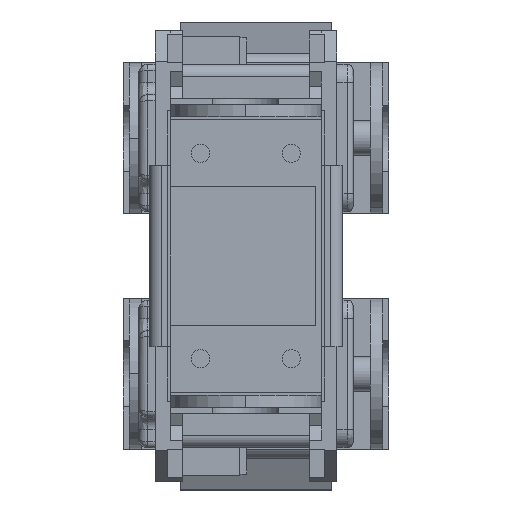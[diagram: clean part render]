
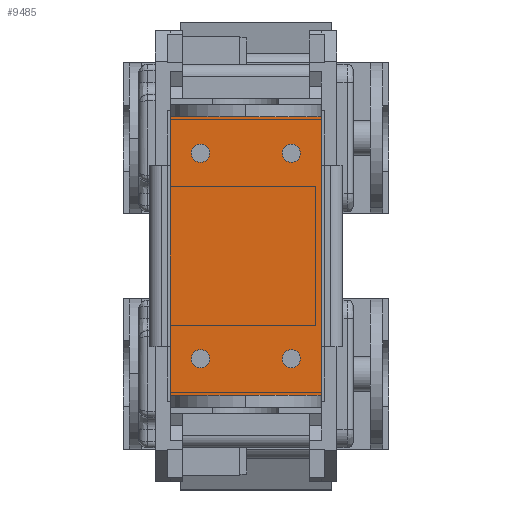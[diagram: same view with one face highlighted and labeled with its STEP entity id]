
A CAD part, left-side view. The second image highlights one B-rep face of the part: STEP entity #9485.
In plain terms, the highlighted planar face has unit normal (-1, 0, 0).
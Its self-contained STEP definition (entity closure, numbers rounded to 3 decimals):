
#309 = EDGE_CURVE ( 'NONE', #38905, #36069, #2193, .T. ) ;
#445 = CARTESIAN_POINT ( 'NONE',  ( 37.5, 12.5, -25. ) ) ;
#586 = EDGE_CURVE ( 'NONE', #23602, #28676, #30397, .T. ) ;
#713 = AXIS2_PLACEMENT_3D ( 'NONE', #31838, #3763, #13066 ) ;
#826 = AXIS2_PLACEMENT_3D ( 'NONE', #31313, #25110, #9647 ) ;
#1344 = VERTEX_POINT ( 'NONE', #40605 ) ;
#2036 = CARTESIAN_POINT ( 'NONE',  ( 37.5, -7.5, -18.5 ) ) ;
#2193 = CIRCLE ( 'NONE', #34647, 1.5 ) ;
#3563 = VERTEX_POINT ( 'NONE', #27019 ) ;
#3675 = ORIENTED_EDGE ( 'NONE', *, *, #27364, .T. ) ;
#3763 = DIRECTION ( 'NONE',  ( 1., 0., 0. ) ) ;
#4172 = DIRECTION ( 'NONE',  ( 0., 0., 1. ) ) ;
#4524 = VERTEX_POINT ( 'NONE', #13818 ) ;
#4632 = LINE ( 'NONE', #26815, #22505 ) ;
#5134 = CARTESIAN_POINT ( 'NONE',  ( 37.5, -7.5, -17. ) ) ;
#5238 = VERTEX_POINT ( 'NONE', #36546 ) ;
#6717 = ORIENTED_EDGE ( 'NONE', *, *, #14285, .T. ) ;
#7086 = EDGE_LOOP ( 'NONE', ( #3675, #22506 ) ) ;
#7578 = AXIS2_PLACEMENT_3D ( 'NONE', #5134, #17562, #21626 ) ;
#7820 = CARTESIAN_POINT ( 'NONE',  ( 37.5, -12.5, -25. ) ) ;
#7882 = VECTOR ( 'NONE', #21152, 1000. ) ;
#8114 = CARTESIAN_POINT ( 'NONE',  ( 37.5, 12.5, 23. ) ) ;
#9485 = ADVANCED_FACE ( 'NONE', ( #26516, #30477, #23113, #21111, #11692 ), #36414, .F. ) ;
#9647 = DIRECTION ( 'NONE',  ( 0., 0., 1. ) ) ;
#10199 = EDGE_CURVE ( 'NONE', #1344, #13831, #23535, .T. ) ;
#10872 = ORIENTED_EDGE ( 'NONE', *, *, #10199, .F. ) ;
#11114 = DIRECTION ( 'NONE',  ( 0., 0., 1. ) ) ;
#11488 = CARTESIAN_POINT ( 'NONE',  ( 37.5, 7.5, 17. ) ) ;
#11692 = FACE_OUTER_BOUND ( 'NONE', #12751, .T. ) ;
#12016 = EDGE_LOOP ( 'NONE', ( #12640, #24515 ) ) ;
#12506 = DIRECTION ( 'NONE',  ( 0., 0., 1. ) ) ;
#12640 = ORIENTED_EDGE ( 'NONE', *, *, #309, .T. ) ;
#12751 = EDGE_LOOP ( 'NONE', ( #27407, #19772, #10872, #31742 ) ) ;
#12841 = CIRCLE ( 'NONE', #713, 1.5 ) ;
#13066 = DIRECTION ( 'NONE',  ( 0., 0., 1. ) ) ;
#13708 = EDGE_CURVE ( 'NONE', #3563, #13831, #17762, .T. ) ;
#13818 = CARTESIAN_POINT ( 'NONE',  ( 37.5, -7.5, 18.5 ) ) ;
#13831 = VERTEX_POINT ( 'NONE', #37982 ) ;
#14285 = EDGE_CURVE ( 'NONE', #30390, #5238, #12841, .T. ) ;
#14287 = CARTESIAN_POINT ( 'NONE',  ( 37.5, -7.5, -17. ) ) ;
#15067 = DIRECTION ( 'NONE',  ( 1., 0., 0. ) ) ;
#16463 = CARTESIAN_POINT ( 'NONE',  ( 37.5, 7.5, -15.5 ) ) ;
#17562 = DIRECTION ( 'NONE',  ( 1., 0., 0. ) ) ;
#17762 = LINE ( 'NONE', #37147, #7882 ) ;
#18634 = VERTEX_POINT ( 'NONE', #28444 ) ;
#19363 = CIRCLE ( 'NONE', #7578, 1.5 ) ;
#19643 = CARTESIAN_POINT ( 'NONE',  ( 37.5, -7.5, -15.5 ) ) ;
#19772 = ORIENTED_EDGE ( 'NONE', *, *, #13708, .T. ) ;
#20053 = ORIENTED_EDGE ( 'NONE', *, *, #20697, .T. ) ;
#20672 = AXIS2_PLACEMENT_3D ( 'NONE', #23308, #39433, #4172 ) ;
#20697 = EDGE_CURVE ( 'NONE', #5238, #30390, #28950, .T. ) ;
#20837 = VECTOR ( 'NONE', #25903, 1000. ) ;
#21111 = FACE_BOUND ( 'NONE', #12016, .T. ) ;
#21138 = VERTEX_POINT ( 'NONE', #8114 ) ;
#21152 = DIRECTION ( 'NONE',  ( 0., -1., 0. ) ) ;
#21248 = EDGE_CURVE ( 'NONE', #28676, #23602, #23461, .T. ) ;
#21302 = CARTESIAN_POINT ( 'NONE',  ( 37.5, 7.5, -18.5 ) ) ;
#21626 = DIRECTION ( 'NONE',  ( 0., 0., 1. ) ) ;
#22505 = VECTOR ( 'NONE', #23818, 1000. ) ;
#22506 = ORIENTED_EDGE ( 'NONE', *, *, #35220, .T. ) ;
#23113 = FACE_BOUND ( 'NONE', #25483, .T. ) ;
#23279 = ORIENTED_EDGE ( 'NONE', *, *, #586, .T. ) ;
#23308 = CARTESIAN_POINT ( 'NONE',  ( 37.5, -7.5, 17. ) ) ;
#23448 = EDGE_LOOP ( 'NONE', ( #20053, #6717 ) ) ;
#23461 = CIRCLE ( 'NONE', #26354, 1.5 ) ;
#23535 = LINE ( 'NONE', #25937, #32881 ) ;
#23602 = VERTEX_POINT ( 'NONE', #21302 ) ;
#23730 = EDGE_CURVE ( 'NONE', #21138, #3563, #27240, .T. ) ;
#23818 = DIRECTION ( 'NONE',  ( 0., 1., 0. ) ) ;
#24515 = ORIENTED_EDGE ( 'NONE', *, *, #31807, .T. ) ;
#25110 = DIRECTION ( 'NONE',  ( 1., 0., 0. ) ) ;
#25221 = AXIS2_PLACEMENT_3D ( 'NONE', #7820, #40015, #27436 ) ;
#25483 = EDGE_LOOP ( 'NONE', ( #36959, #23279 ) ) ;
#25903 = DIRECTION ( 'NONE',  ( 0., 0., -1. ) ) ;
#25937 = CARTESIAN_POINT ( 'NONE',  ( 37.5, -12.5, -25. ) ) ;
#26354 = AXIS2_PLACEMENT_3D ( 'NONE', #31186, #27736, #37269 ) ;
#26516 = FACE_BOUND ( 'NONE', #23448, .T. ) ;
#26815 = CARTESIAN_POINT ( 'NONE',  ( 37.5, 12.5, 23. ) ) ;
#27019 = CARTESIAN_POINT ( 'NONE',  ( 37.5, 12.5, -23. ) ) ;
#27240 = LINE ( 'NONE', #445, #20837 ) ;
#27364 = EDGE_CURVE ( 'NONE', #4524, #18634, #28139, .T. ) ;
#27407 = ORIENTED_EDGE ( 'NONE', *, *, #23730, .T. ) ;
#27436 = DIRECTION ( 'NONE',  ( 0., 0., 1. ) ) ;
#27736 = DIRECTION ( 'NONE',  ( 1., 0., 0. ) ) ;
#28139 = CIRCLE ( 'NONE', #826, 1.5 ) ;
#28444 = CARTESIAN_POINT ( 'NONE',  ( 37.5, -7.5, 15.5 ) ) ;
#28676 = VERTEX_POINT ( 'NONE', #16463 ) ;
#28950 = CIRCLE ( 'NONE', #30579, 1.5 ) ;
#29764 = DIRECTION ( 'NONE',  ( 1., 0., 0. ) ) ;
#30390 = VERTEX_POINT ( 'NONE', #35513 ) ;
#30397 = CIRCLE ( 'NONE', #30971, 1.5 ) ;
#30477 = FACE_BOUND ( 'NONE', #7086, .T. ) ;
#30579 = AXIS2_PLACEMENT_3D ( 'NONE', #11488, #15067, #40371 ) ;
#30971 = AXIS2_PLACEMENT_3D ( 'NONE', #31402, #37777, #12506 ) ;
#31186 = CARTESIAN_POINT ( 'NONE',  ( 37.5, 7.5, -17. ) ) ;
#31313 = CARTESIAN_POINT ( 'NONE',  ( 37.5, -7.5, 17. ) ) ;
#31402 = CARTESIAN_POINT ( 'NONE',  ( 37.5, 7.5, -17. ) ) ;
#31742 = ORIENTED_EDGE ( 'NONE', *, *, #36783, .T. ) ;
#31807 = EDGE_CURVE ( 'NONE', #36069, #38905, #19363, .T. ) ;
#31838 = CARTESIAN_POINT ( 'NONE',  ( 37.5, 7.5, 17. ) ) ;
#32881 = VECTOR ( 'NONE', #38256, 1000. ) ;
#34647 = AXIS2_PLACEMENT_3D ( 'NONE', #14287, #29764, #11114 ) ;
#35220 = EDGE_CURVE ( 'NONE', #18634, #4524, #35458, .T. ) ;
#35458 = CIRCLE ( 'NONE', #20672, 1.5 ) ;
#35513 = CARTESIAN_POINT ( 'NONE',  ( 37.5, 7.5, 15.5 ) ) ;
#36069 = VERTEX_POINT ( 'NONE', #2036 ) ;
#36414 = PLANE ( 'NONE',  #25221 ) ;
#36546 = CARTESIAN_POINT ( 'NONE',  ( 37.5, 7.5, 18.5 ) ) ;
#36783 = EDGE_CURVE ( 'NONE', #1344, #21138, #4632, .T. ) ;
#36959 = ORIENTED_EDGE ( 'NONE', *, *, #21248, .T. ) ;
#37147 = CARTESIAN_POINT ( 'NONE',  ( 37.5, -12.5, -23. ) ) ;
#37269 = DIRECTION ( 'NONE',  ( 0., 0., 1. ) ) ;
#37777 = DIRECTION ( 'NONE',  ( 1., 0., 0. ) ) ;
#37982 = CARTESIAN_POINT ( 'NONE',  ( 37.5, -12.5, -23. ) ) ;
#38256 = DIRECTION ( 'NONE',  ( 0., 0., -1. ) ) ;
#38905 = VERTEX_POINT ( 'NONE', #19643 ) ;
#39433 = DIRECTION ( 'NONE',  ( 1., 0., 0. ) ) ;
#40015 = DIRECTION ( 'NONE',  ( 1., 0., 0. ) ) ;
#40371 = DIRECTION ( 'NONE',  ( 0., 0., 1. ) ) ;
#40605 = CARTESIAN_POINT ( 'NONE',  ( 37.5, -12.5, 23. ) ) ;
